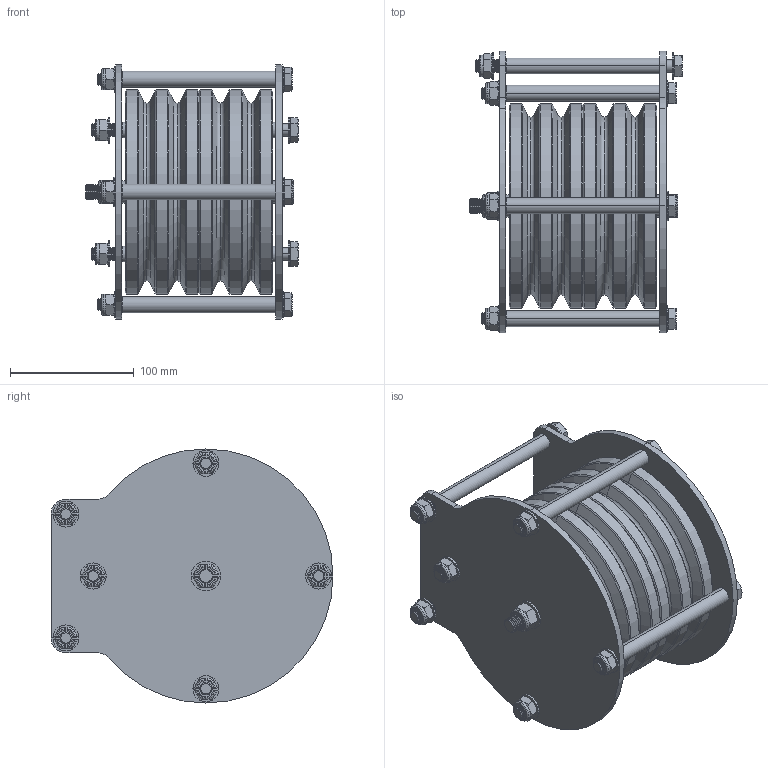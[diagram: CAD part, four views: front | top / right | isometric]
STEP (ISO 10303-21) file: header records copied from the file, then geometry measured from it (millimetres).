
FILE_DESCRIPTION (( 'STEP AP203' ), '1' );
FILE_NAME ('T42914.STEP', '2018-07-26T11:46:32', ( '' ), ( '' ), 'SwSTEP 2.0', 'SolidWorks 2016', '' );
FILE_SCHEMA (( 'CONFIG_CONTROL_DESIGN' ));
Length unit declared in the file: millimetre
Products named in the file (14): B Washer_Bright washer BS 4320 - M12 (Form B); S2610; T42914_LABEL; T42914; TH780; SW3dPS-nyloc nut, st stl a2 iso_M12 NYLOC; SW3dPS-nyloc nut, st stl a2 iso_M10 NYLOC; TH804; B Washer_Bright washer BS 4320 - M10 (Form B); Hex Bolt_ISO 4016 - M10 x 160 x 32-WS; TH767; Hex Bolt_ISO 4016 - M12 x 160 x 36-WS; S1930; Hex Bolt_ISO 4016 - M10 x 150 x 30-WS
Assembly tree (45 placements, depth 2):
  T42914
    TH780  x2
    S2610  x4
    TH767  x2
    S1930  x2
    TH804  x6
    B Washer_Bright washer BS 4320 - M10 (Form B)  x12
    SW3dPS-nyloc nut, st stl a2 iso_M10 NYLOC  x6
    Hex Bolt_ISO 4016 - M10 x 150 x 30-WS  x4
    B Washer_Bright washer BS 4320 - M12 (Form B)  x2
    SW3dPS-nyloc nut, st stl a2 iso_M12 NYLOC
    Hex Bolt_ISO 4016 - M12 x 160 x 36-WS
    Hex Bolt_ISO 4016 - M10 x 160 x 32-WS  x2
    T42914_LABEL
Bounding box: 171.5 x 227.5 x 205 mm (x, y, z)
Volume: 2840355.6 mm3; surface area: 464914.8 mm2
Topology: 45 solids, 45 shells, 2756 faces, 6908 edges, 4386 vertices
Faces by surface type: plane 957, cone 776, cylinder 591, bspline 324, torus 108
Entity records: 68542 total; most frequent: CARTESIAN_POINT 25585, ORIENTED_EDGE 8892, DIRECTION 7602, EDGE_CURVE 4446, VERTEX_POINT 2878, LINE 2700, VECTOR 2700, AXIS2_PLACEMENT_3D 2451
